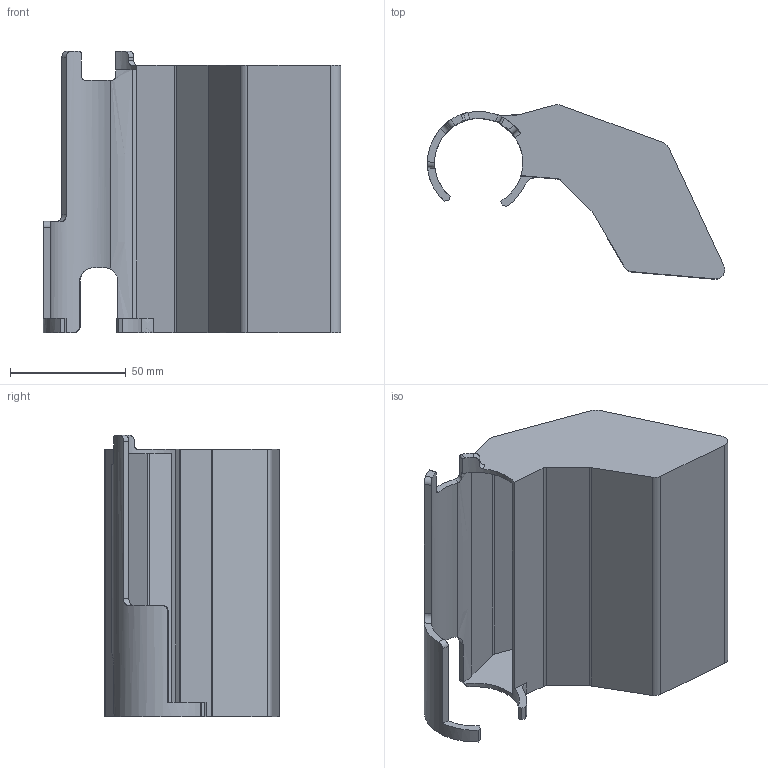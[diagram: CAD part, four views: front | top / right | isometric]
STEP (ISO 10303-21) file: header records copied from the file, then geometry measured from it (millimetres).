
FILE_DESCRIPTION(/* description */ (''),/* implementation_level */ '2;1');
FILE_NAME(/* name */ 'BrassCatcherAB10v3.step',/* time_stamp */ '2025-07-15T21:31:50-07:00',/* author */ (''),/* organization */ (''),/* preprocessor_version */ 'ST-DEVELOPER v20.1',/* originating_system */ 'Autodesk Translation Framework v14.10.0.0',/* authorisation */ '');
FILE_SCHEMA (('AUTOMOTIVE_DESIGN { 1 0 10303 214 3 1 1 }'));
Length unit declared in the file: millimetre
Products named in the file (1): BrassCatcher
Bounding box: 128.46 x 75.28 x 121.52 mm (x, y, z)
Volume: 79240.8 mm3; surface area: 76920.6 mm2
Topology: 1 solids, 1 shells, 72 faces, 212 edges, 142 vertices
Faces by surface type: plane 34, cylinder 30, bspline 8
Entity records: 2892 total; most frequent: CARTESIAN_POINT 1035, ORIENTED_EDGE 424, DIRECTION 323, EDGE_CURVE 212, VERTEX_POINT 142, AXIS2_PLACEMENT_3D 111, LINE 101, VECTOR 101
